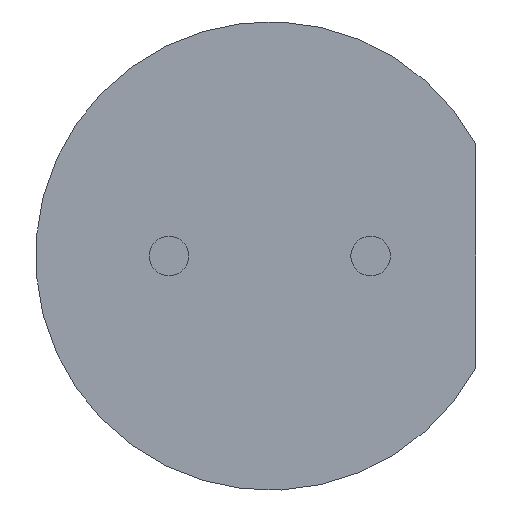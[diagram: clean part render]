
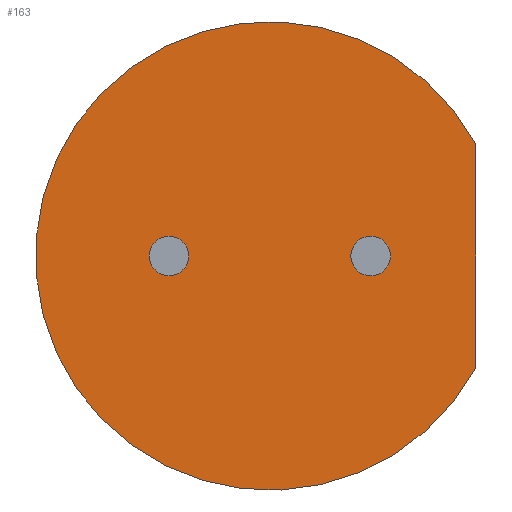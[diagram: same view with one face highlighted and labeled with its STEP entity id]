
A CAD part, front view. The second image highlights one B-rep face of the part: STEP entity #163.
In plain terms, the highlighted planar face has unit normal (0, -1, 0).
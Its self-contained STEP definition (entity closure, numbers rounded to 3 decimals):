
#15=FACE_BOUND('',#55,.T.);
#16=FACE_BOUND('',#56,.T.);
#18=LINE('',#278,#26);
#26=VECTOR('',#225,2.824);
#43=FACE_OUTER_BOUND('',#54,.T.);
#54=EDGE_LOOP('',(#118,#119));
#55=EDGE_LOOP('',(#120));
#56=EDGE_LOOP('',(#121));
#66=CIRCLE('',#190,0.25);
#67=CIRCLE('',#192,2.95);
#68=CIRCLE('',#193,0.25);
#79=VERTEX_POINT('',#272);
#80=VERTEX_POINT('',#276);
#81=VERTEX_POINT('',#277);
#82=VERTEX_POINT('',#280);
#93=EDGE_CURVE('',#79,#79,#66,.T.);
#95=EDGE_CURVE('',#80,#81,#18,.T.);
#96=EDGE_CURVE('',#81,#80,#67,.T.);
#97=EDGE_CURVE('',#82,#82,#68,.T.);
#118=ORIENTED_EDGE('',*,*,#95,.T.);
#119=ORIENTED_EDGE('',*,*,#96,.T.);
#120=ORIENTED_EDGE('',*,*,#93,.F.);
#121=ORIENTED_EDGE('',*,*,#97,.F.);
#156=PLANE('',#191);
#163=ADVANCED_FACE('',(#43,#15,#16),#156,.T.);
#190=AXIS2_PLACEMENT_3D('',#273,#220,#221);
#191=AXIS2_PLACEMENT_3D('',#275,#223,#224);
#192=AXIS2_PLACEMENT_3D('',#279,#226,#227);
#193=AXIS2_PLACEMENT_3D('',#281,#228,#229);
#220=DIRECTION('center_axis',(0.,-1.,0.));
#221=DIRECTION('ref_axis',(0.,0.,-1.));
#223=DIRECTION('center_axis',(0.,-1.,0.));
#224=DIRECTION('ref_axis',(0.,0.,-1.));
#225=DIRECTION('',(0.,0.,1.));
#226=DIRECTION('center_axis',(0.,-1.,0.));
#227=DIRECTION('ref_axis',(0.,0.,-1.));
#228=DIRECTION('center_axis',(0.,-1.,0.));
#229=DIRECTION('ref_axis',(0.,0.,-1.));
#272=CARTESIAN_POINT('',(1.27,0.,-0.25));
#273=CARTESIAN_POINT('Origin',(1.27,0.,0.));
#275=CARTESIAN_POINT('Origin',(2.95,0.,0.));
#276=CARTESIAN_POINT('',(2.59,0.,-1.412));
#277=CARTESIAN_POINT('',(2.59,0.,1.412));
#278=CARTESIAN_POINT('',(2.59,0.,-1.412));
#279=CARTESIAN_POINT('Origin',(0.,0.,0.));
#280=CARTESIAN_POINT('',(-1.27,0.,-0.25));
#281=CARTESIAN_POINT('Origin',(-1.27,0.,0.));
